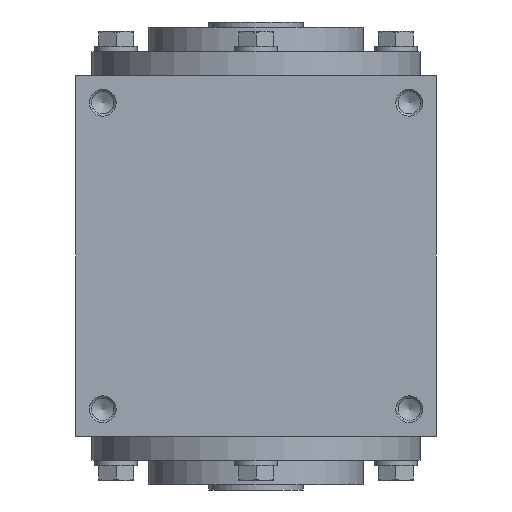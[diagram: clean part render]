
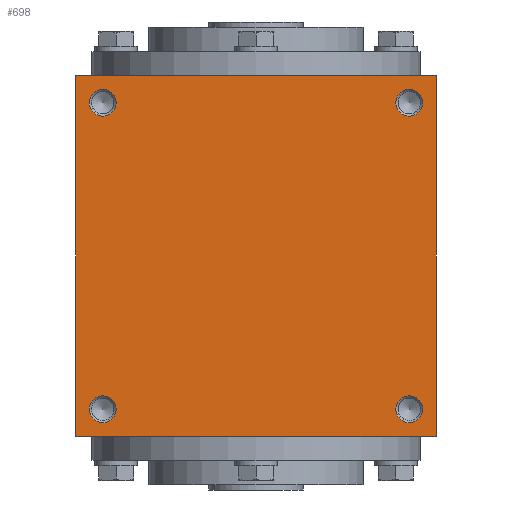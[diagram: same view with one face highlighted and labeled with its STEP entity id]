
A CAD part, left-side view. The second image highlights one B-rep face of the part: STEP entity #698.
In plain terms, the highlighted face is planar.
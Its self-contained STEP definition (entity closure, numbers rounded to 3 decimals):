
#698 = ADVANCED_FACE( '', ( #1432, #1433, #1434, #1435, #1436 ), #1437, .F. );
#1432 = FACE_BOUND( '', #2128, .T. );
#1433 = FACE_BOUND( '', #2129, .T. );
#1434 = FACE_BOUND( '', #2130, .T. );
#1435 = FACE_BOUND( '', #2131, .T. );
#1436 = FACE_OUTER_BOUND( '', #2132, .T. );
#1437 = PLANE( '', #2133 );
#2128 = EDGE_LOOP( '', ( #3455 ) );
#2129 = EDGE_LOOP( '', ( #3456 ) );
#2130 = EDGE_LOOP( '', ( #3457 ) );
#2131 = EDGE_LOOP( '', ( #3458 ) );
#2132 = EDGE_LOOP( '', ( #3459, #3460, #3461, #3462 ) );
#2133 = AXIS2_PLACEMENT_3D( '', #3463, #3464, #3465 );
#3455 = ORIENTED_EDGE( '', *, *, #3872, .F. );
#3456 = ORIENTED_EDGE( '', *, *, #3781, .T. );
#3457 = ORIENTED_EDGE( '', *, *, #4048, .F. );
#3458 = ORIENTED_EDGE( '', *, *, #4026, .T. );
#3459 = ORIENTED_EDGE( '', *, *, #3987, .F. );
#3460 = ORIENTED_EDGE( '', *, *, #3930, .F. );
#3461 = ORIENTED_EDGE( '', *, *, #3998, .F. );
#3462 = ORIENTED_EDGE( '', *, *, #3742, .F. );
#3463 = CARTESIAN_POINT( '', ( 0., 0., -67. ) );
#3464 = DIRECTION( '', ( 0., 0., 1. ) );
#3465 = DIRECTION( '', ( 1., 0., 0. ) );
#3742 = EDGE_CURVE( '', #4378, #4379, #4380, .T. );
#3781 = EDGE_CURVE( '', #4436, #4436, #4437, .T. );
#3872 = EDGE_CURVE( '', #4560, #4560, #4561, .T. );
#3930 = EDGE_CURVE( '', #4638, #4639, #4640, .T. );
#3987 = EDGE_CURVE( '', #4639, #4378, #4709, .T. );
#3998 = EDGE_CURVE( '', #4379, #4638, #4725, .T. );
#4026 = EDGE_CURVE( '', #4757, #4757, #4758, .T. );
#4048 = EDGE_CURVE( '', #4782, #4782, #4783, .T. );
#4378 = VERTEX_POINT( '', #5215 );
#4379 = VERTEX_POINT( '', #5216 );
#4380 = LINE( '', #5217, #5218 );
#4436 = VERTEX_POINT( '', #5304 );
#4437 = CIRCLE( '', #5305, 5. );
#4560 = VERTEX_POINT( '', #5451 );
#4561 = CIRCLE( '', #5452, 5. );
#4638 = VERTEX_POINT( '', #5537 );
#4639 = VERTEX_POINT( '', #5538 );
#4640 = LINE( '', #5539, #5540 );
#4709 = LINE( '', #5630, #5631 );
#4725 = LINE( '', #5648, #5649 );
#4757 = VERTEX_POINT( '', #5683 );
#4758 = CIRCLE( '', #5684, 5. );
#4782 = VERTEX_POINT( '', #5708 );
#4783 = CIRCLE( '', #5709, 5. );
#5215 = CARTESIAN_POINT( '', ( -67., -67., -67. ) );
#5216 = CARTESIAN_POINT( '', ( 67., -67., -67. ) );
#5217 = CARTESIAN_POINT( '', ( -67., -67., -67. ) );
#5218 = VECTOR( '', #6042, 1000. );
#5304 = CARTESIAN_POINT( '', ( 62., 57., -67. ) );
#5305 = AXIS2_PLACEMENT_3D( '', #6086, #6087, #6088 );
#5451 = CARTESIAN_POINT( '', ( -62., 57., -67. ) );
#5452 = AXIS2_PLACEMENT_3D( '', #6238, #6239, #6240 );
#5537 = CARTESIAN_POINT( '', ( 67., 67., -67. ) );
#5538 = CARTESIAN_POINT( '', ( -67., 67., -67. ) );
#5539 = CARTESIAN_POINT( '', ( 67., 67., -67. ) );
#5540 = VECTOR( '', #6341, 1000. );
#5630 = CARTESIAN_POINT( '', ( -67., 67., -67. ) );
#5631 = VECTOR( '', #6412, 1000. );
#5648 = CARTESIAN_POINT( '', ( 67., -67., -67. ) );
#5649 = VECTOR( '', #6429, 1000. );
#5683 = CARTESIAN_POINT( '', ( 62., -57., -67. ) );
#5684 = AXIS2_PLACEMENT_3D( '', #6456, #6457, #6458 );
#5708 = CARTESIAN_POINT( '', ( -62., -57., -67. ) );
#5709 = AXIS2_PLACEMENT_3D( '', #6474, #6475, #6476 );
#6042 = DIRECTION( '', ( 1., 0., 0. ) );
#6086 = CARTESIAN_POINT( '', ( 57., 57., -67. ) );
#6087 = DIRECTION( '', ( 0., 0., 1. ) );
#6088 = DIRECTION( '', ( 1., 0., 0. ) );
#6238 = CARTESIAN_POINT( '', ( -57., 57., -67. ) );
#6239 = DIRECTION( '', ( 0., 0., -1. ) );
#6240 = DIRECTION( '', ( -1., 0., 0. ) );
#6341 = DIRECTION( '', ( -1., 0., 0. ) );
#6412 = DIRECTION( '', ( 0., -1., 0. ) );
#6429 = DIRECTION( '', ( 0., 1., 0. ) );
#6456 = CARTESIAN_POINT( '', ( 57., -57., -67. ) );
#6457 = DIRECTION( '', ( 0., 0., 1. ) );
#6458 = DIRECTION( '', ( 1., 0., 0. ) );
#6474 = CARTESIAN_POINT( '', ( -57., -57., -67. ) );
#6475 = DIRECTION( '', ( 0., 0., -1. ) );
#6476 = DIRECTION( '', ( -1., 0., 0. ) );
